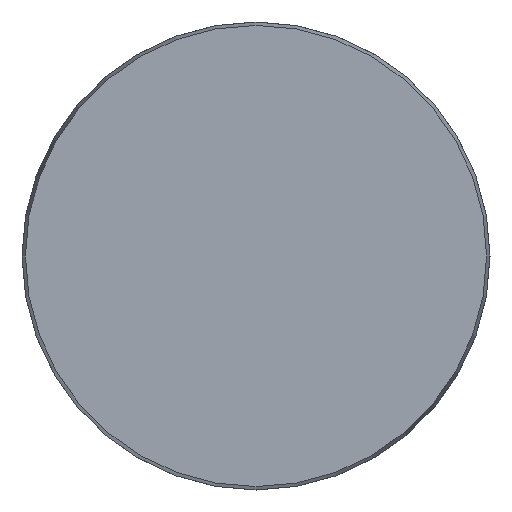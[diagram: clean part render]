
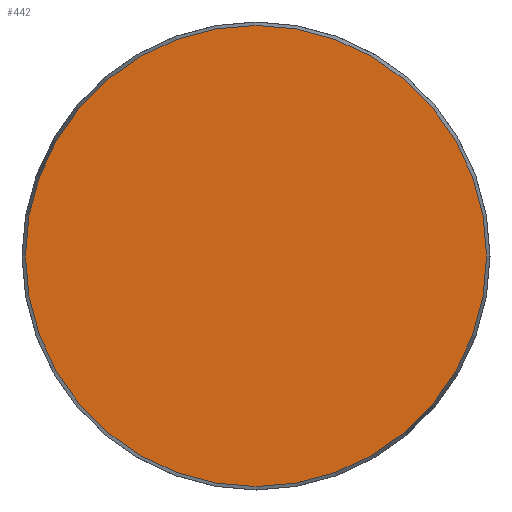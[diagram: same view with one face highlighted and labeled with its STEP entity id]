
A CAD part, front view. The second image highlights one B-rep face of the part: STEP entity #442.
In plain terms, the highlighted planar face has unit normal (0, -1, 0).
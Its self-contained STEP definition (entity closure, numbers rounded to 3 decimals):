
#26 = DIRECTION ( 'NONE',  ( 0., 0., -1. ) ) ;
#40 = AXIS2_PLACEMENT_3D ( 'NONE', #255, #389, #26 ) ;
#80 = AXIS2_PLACEMENT_3D ( 'NONE', #323, #200, #399 ) ;
#200 = DIRECTION ( 'NONE',  ( 0., 1., 0. ) ) ;
#221 = EDGE_LOOP ( 'NONE', ( #456 ) ) ;
#244 = CIRCLE ( 'NONE', #40, 38.425 ) ;
#249 = VERTEX_POINT ( 'NONE', #406 ) ;
#255 = CARTESIAN_POINT ( 'NONE',  ( 0., 0., 0. ) ) ;
#306 = EDGE_CURVE ( 'NONE', #249, #249, #244, .T. ) ;
#323 = CARTESIAN_POINT ( 'NONE',  ( -38.425, 0., 0. ) ) ;
#389 = DIRECTION ( 'NONE',  ( 0., -1., 0. ) ) ;
#399 = DIRECTION ( 'NONE',  ( 0., 0., 1. ) ) ;
#406 = CARTESIAN_POINT ( 'NONE',  ( 0., 0., -38.425 ) ) ;
#442 = ADVANCED_FACE ( 'NONE', ( #479 ), #443, .F. ) ;
#443 = PLANE ( 'NONE',  #80 ) ;
#456 = ORIENTED_EDGE ( 'NONE', *, *, #306, .T. ) ;
#479 = FACE_OUTER_BOUND ( 'NONE', #221, .T. ) ;
